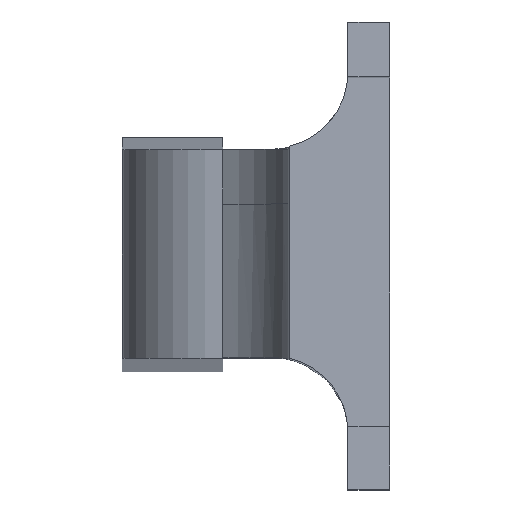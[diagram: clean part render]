
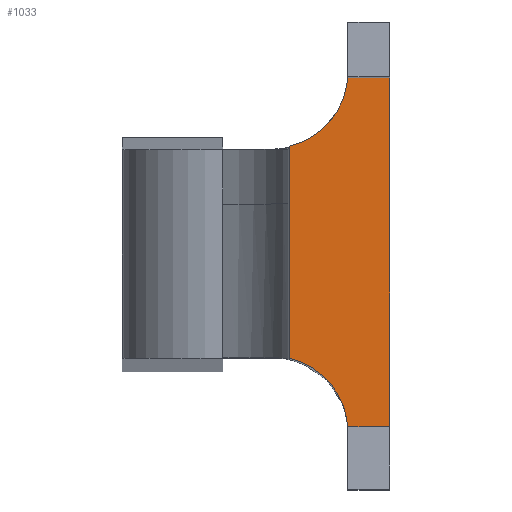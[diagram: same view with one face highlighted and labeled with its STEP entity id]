
A CAD part, top view. The second image highlights one B-rep face of the part: STEP entity #1033.
In plain terms, the highlighted planar face has unit normal (0, 0.003, 1).
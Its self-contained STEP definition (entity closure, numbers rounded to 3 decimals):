
#68=PLANE('',#1140);
#122=FACE_OUTER_BOUND('',#193,.T.);
#193=EDGE_LOOP('',(#926,#927,#928,#929,#930,#931,#932,#933));
#224=LINE('',#1510,#327);
#231=LINE('',#1524,#334);
#240=LINE('',#1551,#343);
#248=LINE('',#1584,#351);
#297=LINE('',#1726,#400);
#298=LINE('',#1728,#401);
#327=VECTOR('',#1213,10.);
#334=VECTOR('',#1222,10.);
#343=VECTOR('',#1237,10.);
#351=VECTOR('',#1261,10.);
#400=VECTOR('',#1414,10.);
#401=VECTOR('',#1417,10.);
#419=CIRCLE('',#1078,9.);
#420=CIRCLE('',#1081,9.);
#469=VERTEX_POINT('',#1507);
#470=VERTEX_POINT('',#1509);
#475=VERTEX_POINT('',#1521);
#476=VERTEX_POINT('',#1523);
#481=VERTEX_POINT('',#1536);
#486=VERTEX_POINT('',#1565);
#487=VERTEX_POINT('',#1567);
#492=VERTEX_POINT('',#1583);
#569=EDGE_CURVE('',#469,#470,#224,.T.);
#576=EDGE_CURVE('',#475,#476,#231,.F.);
#583=EDGE_CURVE('',#481,#470,#419,.F.);
#587=EDGE_CURVE('',#476,#469,#240,.T.);
#592=EDGE_CURVE('',#486,#487,#420,.T.);
#600=EDGE_CURVE('',#492,#475,#248,.T.);
#671=EDGE_CURVE('',#481,#486,#297,.T.);
#672=EDGE_CURVE('',#487,#492,#298,.T.);
#926=ORIENTED_EDGE('',*,*,#671,.F.);
#927=ORIENTED_EDGE('',*,*,#583,.T.);
#928=ORIENTED_EDGE('',*,*,#569,.F.);
#929=ORIENTED_EDGE('',*,*,#587,.F.);
#930=ORIENTED_EDGE('',*,*,#576,.F.);
#931=ORIENTED_EDGE('',*,*,#600,.F.);
#932=ORIENTED_EDGE('',*,*,#672,.F.);
#933=ORIENTED_EDGE('',*,*,#592,.F.);
#1033=ADVANCED_FACE('',(#122),#68,.F.);
#1078=AXIS2_PLACEMENT_3D('',#1537,#1231,#1232);
#1081=AXIS2_PLACEMENT_3D('',#1568,#1243,#1244);
#1140=AXIS2_PLACEMENT_3D('',#1727,#1415,#1416);
#1213=DIRECTION('',(0.,-1.,0.003));
#1222=DIRECTION('',(0.,1.,-0.003));
#1231=DIRECTION('center_axis',(0.,0.003,
1.));
#1232=DIRECTION('ref_axis',(0.707,0.707,-0.002));
#1237=DIRECTION('',(-1.,0.,0.));
#1243=DIRECTION('center_axis',(0.,0.003,
1.));
#1244=DIRECTION('ref_axis',(0.707,-0.707,0.002));
#1261=DIRECTION('',(1.,0.,0.));
#1414=DIRECTION('',(0.,1.,-0.003));
#1415=DIRECTION('center_axis',(0.,-0.003,
-1.));
#1416=DIRECTION('ref_axis',(-1.,0.,0.));
#1417=DIRECTION('',(0.,-1.,0.003));
#1507=CARTESIAN_POINT('',(-17.85,-10.381,184.32));
#1509=CARTESIAN_POINT('',(-17.85,-10.919,184.322));
#1510=CARTESIAN_POINT('',(-17.85,4.328,184.281));
#1521=CARTESIAN_POINT('',(-12.85,31.465,184.209));
#1523=CARTESIAN_POINT('',(-12.85,-10.381,184.32));
#1524=CARTESIAN_POINT('',(-12.85,10.579,184.265));
#1536=CARTESIAN_POINT('',(-24.85,-2.144,184.298));
#1537=CARTESIAN_POINT('Origin',(-26.85,-10.919,184.322));
#1551=CARTESIAN_POINT('',(-15.85,-10.381,184.32));
#1565=CARTESIAN_POINT('',(-24.85,23.294,184.231));
#1567=CARTESIAN_POINT('',(-17.85,32.069,184.207));
#1568=CARTESIAN_POINT('Origin',(-26.85,32.069,184.207));
#1583=CARTESIAN_POINT('',(-17.85,31.465,184.209));
#1584=CARTESIAN_POINT('',(-15.85,31.465,184.209));
#1726=CARTESIAN_POINT('',(-24.85,16.822,184.248));
#1727=CARTESIAN_POINT('Origin',(-18.85,10.575,184.265));
#1728=CARTESIAN_POINT('',(-17.85,16.822,184.248));
